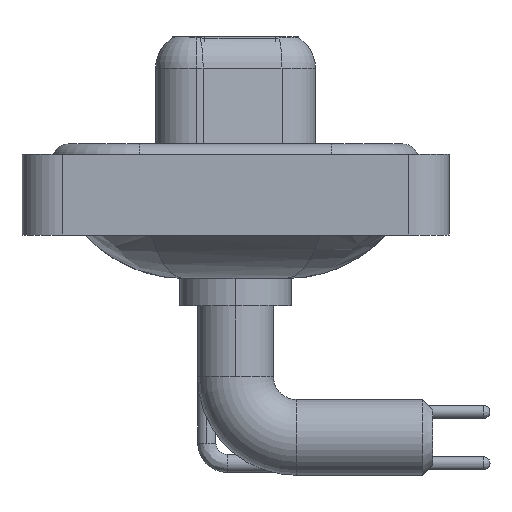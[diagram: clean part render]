
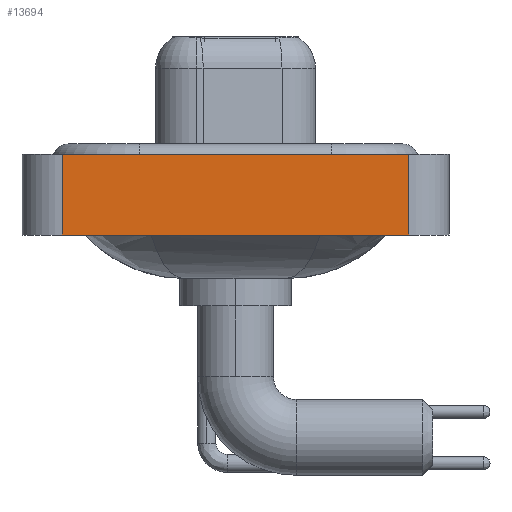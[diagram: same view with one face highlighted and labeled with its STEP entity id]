
A CAD part, left-side view. The second image highlights one B-rep face of the part: STEP entity #13694.
In plain terms, the highlighted planar face has unit normal (-1, 0, 0).
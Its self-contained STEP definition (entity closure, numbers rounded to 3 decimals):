
#507 = LINE ( 'NONE', #8081, #2614 ) ;
#811 = DIRECTION ( 'NONE',  ( 0., -1., 0. ) ) ;
#2042 = DIRECTION ( 'NONE',  ( 0., 0., 1. ) ) ;
#2614 = VECTOR ( 'NONE', #11879, 1000. ) ;
#3459 = EDGE_LOOP ( 'NONE', ( #17158, #15998, #4745, #11261 ) ) ;
#3832 = CARTESIAN_POINT ( 'NONE',  ( -7.35, 8.55, 0.4 ) ) ;
#4336 = DIRECTION ( 'NONE',  ( -1., 0., 0. ) ) ;
#4745 = ORIENTED_EDGE ( 'NONE', *, *, #24193, .F. ) ;
#6567 = FACE_OUTER_BOUND ( 'NONE', #3459, .T. ) ;
#7875 = LINE ( 'NONE', #22765, #23377 ) ;
#8081 = CARTESIAN_POINT ( 'NONE',  ( -7.35, -8.55, -3.6 ) ) ;
#8566 = PLANE ( 'NONE',  #11745 ) ;
#8693 = CARTESIAN_POINT ( 'NONE',  ( -7.35, -8.55, 0.4 ) ) ;
#9883 = CARTESIAN_POINT ( 'NONE',  ( -7.35, 8.55, -3.6 ) ) ;
#10054 = CARTESIAN_POINT ( 'NONE',  ( -7.35, -8.55, -3.6 ) ) ;
#10408 = DIRECTION ( 'NONE',  ( 0., 0., 1. ) ) ;
#11261 = ORIENTED_EDGE ( 'NONE', *, *, #21445, .T. ) ;
#11745 = AXIS2_PLACEMENT_3D ( 'NONE', #10054, #4336, #10408 ) ;
#11879 = DIRECTION ( 'NONE',  ( 0., 0., 1. ) ) ;
#12074 = LINE ( 'NONE', #17786, #15124 ) ;
#12427 = EDGE_CURVE ( 'NONE', #14856, #14953, #507, .T. ) ;
#12622 = LINE ( 'NONE', #12879, #13176 ) ;
#12879 = CARTESIAN_POINT ( 'NONE',  ( -7.35, -8.55, -3.6 ) ) ;
#13176 = VECTOR ( 'NONE', #20199, 1000. ) ;
#13509 = CARTESIAN_POINT ( 'NONE',  ( -7.35, -8.55, -3.6 ) ) ;
#13694 = ADVANCED_FACE ( 'NONE', ( #6567 ), #8566, .T. ) ;
#14154 = VERTEX_POINT ( 'NONE', #3832 ) ;
#14856 = VERTEX_POINT ( 'NONE', #13509 ) ;
#14953 = VERTEX_POINT ( 'NONE', #8693 ) ;
#15124 = VECTOR ( 'NONE', #811, 1000. ) ;
#15998 = ORIENTED_EDGE ( 'NONE', *, *, #22207, .F. ) ;
#17158 = ORIENTED_EDGE ( 'NONE', *, *, #12427, .T. ) ;
#17786 = CARTESIAN_POINT ( 'NONE',  ( -7.35, -8.55, 0.4 ) ) ;
#19236 = VERTEX_POINT ( 'NONE', #9883 ) ;
#20199 = DIRECTION ( 'NONE',  ( 0., -1., 0. ) ) ;
#21445 = EDGE_CURVE ( 'NONE', #19236, #14856, #12622, .T. ) ;
#22207 = EDGE_CURVE ( 'NONE', #14154, #14953, #12074, .T. ) ;
#22765 = CARTESIAN_POINT ( 'NONE',  ( -7.35, 8.55, -3.6 ) ) ;
#23377 = VECTOR ( 'NONE', #2042, 1000. ) ;
#24193 = EDGE_CURVE ( 'NONE', #19236, #14154, #7875, .T. ) ;
